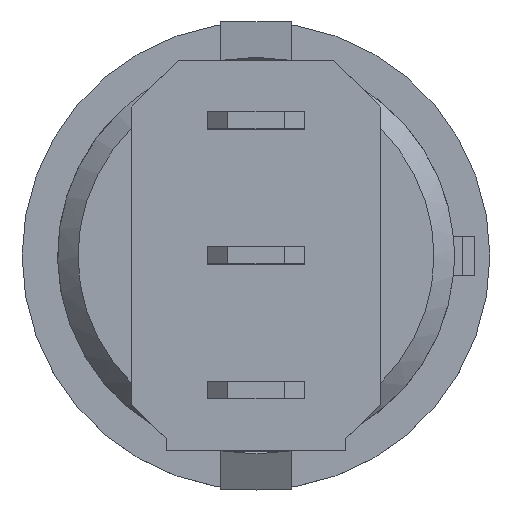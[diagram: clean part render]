
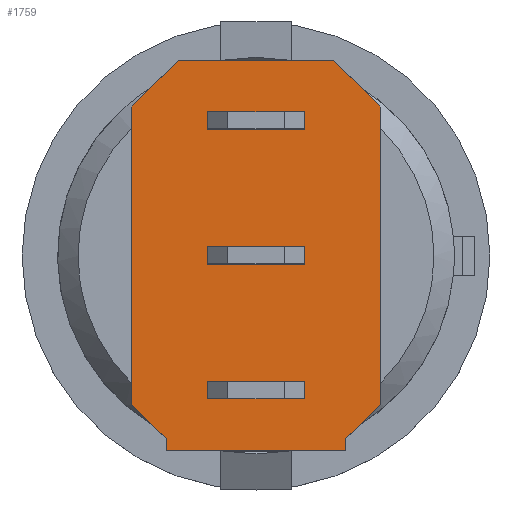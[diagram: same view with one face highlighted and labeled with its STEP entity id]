
A CAD part, top view. The second image highlights one B-rep face of the part: STEP entity #1759.
In plain terms, the highlighted planar face has unit normal (0, 0, 1).
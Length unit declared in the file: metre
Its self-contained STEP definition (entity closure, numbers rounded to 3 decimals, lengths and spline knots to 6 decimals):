
#217=ORIENTED_EDGE('',*,*,#665,.F.);
#218=ORIENTED_EDGE('',*,*,#608,.T.);
#219=ORIENTED_EDGE('',*,*,#662,.T.);
#220=ORIENTED_EDGE('',*,*,#666,.F.);
#221=ORIENTED_EDGE('',*,*,#655,.T.);
#222=ORIENTED_EDGE('',*,*,#667,.F.);
#223=ORIENTED_EDGE('',*,*,#668,.F.);
#224=ORIENTED_EDGE('',*,*,#669,.T.);
#225=ORIENTED_EDGE('',*,*,#659,.T.);
#226=ORIENTED_EDGE('',*,*,#670,.F.);
#227=ORIENTED_EDGE('',*,*,#663,.T.);
#228=ORIENTED_EDGE('',*,*,#610,.T.);
#229=ORIENTED_EDGE('',*,*,#671,.F.);
#230=ORIENTED_EDGE('',*,*,#672,.F.);
#231=ORIENTED_EDGE('',*,*,#673,.F.);
#232=ORIENTED_EDGE('',*,*,#674,.F.);
#233=ORIENTED_EDGE('',*,*,#675,.F.);
#234=ORIENTED_EDGE('',*,*,#676,.F.);
#235=ORIENTED_EDGE('',*,*,#677,.F.);
#236=ORIENTED_EDGE('',*,*,#678,.F.);
#237=ORIENTED_EDGE('',*,*,#679,.F.);
#238=ORIENTED_EDGE('',*,*,#680,.F.);
#239=ORIENTED_EDGE('',*,*,#681,.F.);
#240=ORIENTED_EDGE('',*,*,#682,.F.);
#608=EDGE_CURVE('',#848,#850,#998,.F.);
#610=EDGE_CURVE('',#853,#851,#1000,.F.);
#655=EDGE_CURVE('',#881,#880,#1020,.F.);
#659=EDGE_CURVE('',#883,#882,#1024,.F.);
#662=EDGE_CURVE('',#850,#884,#1027,.F.);
#663=EDGE_CURVE('',#885,#853,#1028,.F.);
#665=EDGE_CURVE('',#848,#851,#1030,.T.);
#666=EDGE_CURVE('',#881,#884,#1031,.T.);
#667=EDGE_CURVE('',#886,#880,#1032,.T.);
#668=EDGE_CURVE('',#887,#886,#1033,.T.);
#669=EDGE_CURVE('',#887,#883,#1034,.T.);
#670=EDGE_CURVE('',#885,#882,#1035,.T.);
#671=EDGE_CURVE('',#888,#889,#1036,.T.);
#672=EDGE_CURVE('',#890,#888,#1037,.T.);
#673=EDGE_CURVE('',#891,#890,#1038,.T.);
#674=EDGE_CURVE('',#889,#891,#1039,.T.);
#675=EDGE_CURVE('',#892,#893,#1040,.T.);
#676=EDGE_CURVE('',#894,#892,#1041,.T.);
#677=EDGE_CURVE('',#895,#894,#1042,.T.);
#678=EDGE_CURVE('',#893,#895,#1043,.T.);
#679=EDGE_CURVE('',#896,#897,#1044,.T.);
#680=EDGE_CURVE('',#898,#896,#1045,.T.);
#681=EDGE_CURVE('',#899,#898,#1046,.T.);
#682=EDGE_CURVE('',#897,#899,#1047,.T.);
#848=VERTEX_POINT('',#3021);
#850=VERTEX_POINT('',#3025);
#851=VERTEX_POINT('',#3029);
#853=VERTEX_POINT('',#3032);
#880=VERTEX_POINT('',#3150);
#881=VERTEX_POINT('',#3152);
#882=VERTEX_POINT('',#3157);
#883=VERTEX_POINT('',#3159);
#884=VERTEX_POINT('',#3163);
#885=VERTEX_POINT('',#3167);
#886=VERTEX_POINT('',#3173);
#887=VERTEX_POINT('',#3175);
#888=VERTEX_POINT('',#3179);
#889=VERTEX_POINT('',#3180);
#890=VERTEX_POINT('',#3182);
#891=VERTEX_POINT('',#3184);
#892=VERTEX_POINT('',#3187);
#893=VERTEX_POINT('',#3188);
#894=VERTEX_POINT('',#3190);
#895=VERTEX_POINT('',#3192);
#896=VERTEX_POINT('',#3195);
#897=VERTEX_POINT('',#3196);
#898=VERTEX_POINT('',#3198);
#899=VERTEX_POINT('',#3200);
#998=LINE('',#3026,#1195);
#1000=LINE('',#3031,#1197);
#1020=LINE('',#3151,#1217);
#1024=LINE('',#3158,#1221);
#1027=LINE('',#3164,#1224);
#1028=LINE('',#3166,#1225);
#1030=LINE('',#3170,#1227);
#1031=LINE('',#3171,#1228);
#1032=LINE('',#3172,#1229);
#1033=LINE('',#3174,#1230);
#1034=LINE('',#3176,#1231);
#1035=LINE('',#3177,#1232);
#1036=LINE('',#3178,#1233);
#1037=LINE('',#3181,#1234);
#1038=LINE('',#3183,#1235);
#1039=LINE('',#3185,#1236);
#1040=LINE('',#3186,#1237);
#1041=LINE('',#3189,#1238);
#1042=LINE('',#3191,#1239);
#1043=LINE('',#3193,#1240);
#1044=LINE('',#3194,#1241);
#1045=LINE('',#3197,#1242);
#1046=LINE('',#3199,#1243);
#1047=LINE('',#3201,#1244);
#1195=VECTOR('',#2548,1.);
#1197=VECTOR('',#2552,1.);
#1217=VECTOR('',#2620,1.);
#1221=VECTOR('',#2626,1.);
#1224=VECTOR('',#2631,1.);
#1225=VECTOR('',#2634,1.);
#1227=VECTOR('',#2638,1.);
#1228=VECTOR('',#2639,1.);
#1229=VECTOR('',#2640,1.);
#1230=VECTOR('',#2641,1.);
#1231=VECTOR('',#2642,1.);
#1232=VECTOR('',#2643,1.);
#1233=VECTOR('',#2644,1.);
#1234=VECTOR('',#2645,1.);
#1235=VECTOR('',#2646,1.);
#1236=VECTOR('',#2647,1.);
#1237=VECTOR('',#2648,1.);
#1238=VECTOR('',#2649,1.);
#1239=VECTOR('',#2650,1.);
#1240=VECTOR('',#2651,1.);
#1241=VECTOR('',#2652,1.);
#1242=VECTOR('',#2653,1.);
#1243=VECTOR('',#2654,1.);
#1244=VECTOR('',#2655,1.);
#1387=EDGE_LOOP('',(#217,#218,#219,#220,#221,#222,#223,#224,#225,#226,#227,
#228));
#1388=EDGE_LOOP('',(#229,#230,#231,#232));
#1389=EDGE_LOOP('',(#233,#234,#235,#236));
#1390=EDGE_LOOP('',(#237,#238,#239,#240));
#1493=FACE_BOUND('',#1387,.T.);
#1494=FACE_BOUND('',#1388,.T.);
#1495=FACE_BOUND('',#1389,.T.);
#1496=FACE_BOUND('',#1390,.T.);
#1588=PLANE('',#2406);
#1759=ADVANCED_FACE('',(#1493,#1494,#1495,#1496),#1588,.T.);
#2406=AXIS2_PLACEMENT_3D('',#3169,#2636,#2637);
#2548=DIRECTION('',(0.707,0.707,0.));
#2552=DIRECTION('',(0.707,-0.707,0.));
#2620=DIRECTION('',(-0.707,0.707,0.));
#2626=DIRECTION('',(-0.707,-0.707,0.));
#2631=DIRECTION('',(0.707,0.707,0.));
#2634=DIRECTION('',(0.707,-0.707,0.));
#2636=DIRECTION('',(0.,0.,1.));
#2637=DIRECTION('',(1.,0.,0.));
#2638=DIRECTION('',(1.,0.,0.));
#2639=DIRECTION('',(0.,1.,0.));
#2640=DIRECTION('',(0.,1.,0.));
#2641=DIRECTION('',(-1.,0.,0.));
#2642=DIRECTION('',(0.,1.,0.));
#2643=DIRECTION('',(0.,-1.,0.));
#2644=DIRECTION('',(0.,-1.,0.));
#2645=DIRECTION('',(-1.,0.,0.));
#2646=DIRECTION('',(0.,1.,0.));
#2647=DIRECTION('',(1.,0.,0.));
#2648=DIRECTION('',(1.,0.,0.));
#2649=DIRECTION('',(0.,-1.,0.));
#2650=DIRECTION('',(-1.,0.,0.));
#2651=DIRECTION('',(0.,1.,0.));
#2652=DIRECTION('',(1.,0.,0.));
#2653=DIRECTION('',(0.,-1.,0.));
#2654=DIRECTION('',(-1.,0.,0.));
#2655=DIRECTION('',(0.,1.,0.));
#3021=CARTESIAN_POINT('',(-0.00382,0.01665,0.));
#3025=CARTESIAN_POINT('',(-0.00442,0.01605,0.));
#3026=CARTESIAN_POINT('',(-0.010235,0.010235,0.));
#3029=CARTESIAN_POINT('',(0.00382,0.01665,0.));
#3031=CARTESIAN_POINT('',(0.010235,0.010235,0.));
#3032=CARTESIAN_POINT('',(0.00442,0.01605,0.));
#3150=CARTESIAN_POINT('',(-0.00442,-0.00195,0.));
#3151=CARTESIAN_POINT('',(-0.003185,-0.003185,0.));
#3152=CARTESIAN_POINT('',(-0.00612,-0.00025,0.));
#3157=CARTESIAN_POINT('',(0.00612,-0.00025,0.));
#3158=CARTESIAN_POINT('',(0.003185,-0.003185,0.));
#3159=CARTESIAN_POINT('',(0.00442,-0.00195,0.));
#3163=CARTESIAN_POINT('',(-0.00612,0.01435,0.));
#3164=CARTESIAN_POINT('',(-0.010235,0.010235,0.));
#3166=CARTESIAN_POINT('',(0.010235,0.010235,0.));
#3167=CARTESIAN_POINT('',(0.00612,0.01435,0.));
#3169=CARTESIAN_POINT('',(0.,0.,0.));
#3170=CARTESIAN_POINT('',(0.00442,0.01665,0.));
#3171=CARTESIAN_POINT('',(-0.00612,-0.00195,0.));
#3172=CARTESIAN_POINT('',(-0.00442,-0.00255,0.));
#3173=CARTESIAN_POINT('',(-0.00442,-0.00255,0.));
#3174=CARTESIAN_POINT('',(0.00442,-0.00255,0.));
#3175=CARTESIAN_POINT('',(0.00442,-0.00255,0.));
#3176=CARTESIAN_POINT('',(0.00442,-0.00255,0.));
#3177=CARTESIAN_POINT('',(0.00612,-0.00195,0.));
#3178=CARTESIAN_POINT('',(-0.0024,0.0141,0.));
#3179=CARTESIAN_POINT('',(-0.0024,0.0141,0.));
#3180=CARTESIAN_POINT('',(-0.0024,0.01326,0.));
#3181=CARTESIAN_POINT('',(-0.0024,0.0141,0.));
#3182=CARTESIAN_POINT('',(0.0024,0.0141,0.));
#3183=CARTESIAN_POINT('',(0.0024,0.01326,0.));
#3184=CARTESIAN_POINT('',(0.0024,0.01326,0.));
#3185=CARTESIAN_POINT('',(-0.0024,0.01326,0.));
#3186=CARTESIAN_POINT('',(-0.0024,0.,0.));
#3187=CARTESIAN_POINT('',(-0.0024,0.,0.));
#3188=CARTESIAN_POINT('',(0.0024,0.,0.));
#3189=CARTESIAN_POINT('',(-0.0024,0.,0.));
#3190=CARTESIAN_POINT('',(-0.0024,0.00084,0.));
#3191=CARTESIAN_POINT('',(-0.0024,0.00084,0.));
#3192=CARTESIAN_POINT('',(0.0024,0.00084,0.));
#3193=CARTESIAN_POINT('',(0.0024,0.00084,0.));
#3194=CARTESIAN_POINT('',(-0.0024,0.00663,0.));
#3195=CARTESIAN_POINT('',(-0.0024,0.00663,0.));
#3196=CARTESIAN_POINT('',(0.0024,0.00663,0.));
#3197=CARTESIAN_POINT('',(-0.0024,0.00663,0.));
#3198=CARTESIAN_POINT('',(-0.0024,0.00747,0.));
#3199=CARTESIAN_POINT('',(-0.0024,0.00747,0.));
#3200=CARTESIAN_POINT('',(0.0024,0.00747,0.));
#3201=CARTESIAN_POINT('',(0.0024,0.00747,0.));
